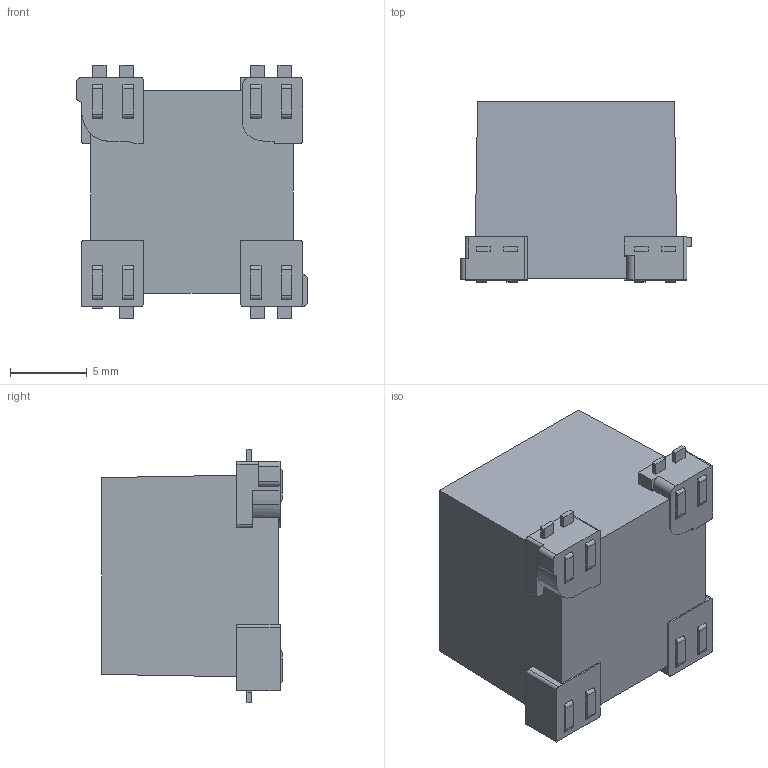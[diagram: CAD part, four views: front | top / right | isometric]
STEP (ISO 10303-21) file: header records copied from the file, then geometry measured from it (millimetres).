
FILE_DESCRIPTION (( 'STEP AP203' ), '1' );
FILE_NAME ('3DCC08.step', '2018-04-17T13:45:46', ( 'AdministradorLocal' ), ( '' ), 'SwSTEP 2.0', 'SolidWorks 2017', '' );
FILE_SCHEMA (( 'CONFIG_CONTROL_DESIGN' ));
Length unit declared in the file: millimetre
Products named in the file (1): 3DCC08
Bounding box: 15 x 11.75 x 16.5 mm (x, y, z)
Volume: 2014.3 mm3; surface area: 1039.3 mm2
Topology: 1 solids, 1 shells, 144 faces, 375 edges, 250 vertices
Faces by surface type: plane 107, cylinder 37
Entity records: 4470 total; most frequent: CARTESIAN_POINT 776, ORIENTED_EDGE 750, DIRECTION 737, EDGE_CURVE 375, VECTOR 299, LINE 299, VERTEX_POINT 250, AXIS2_PLACEMENT_3D 219
